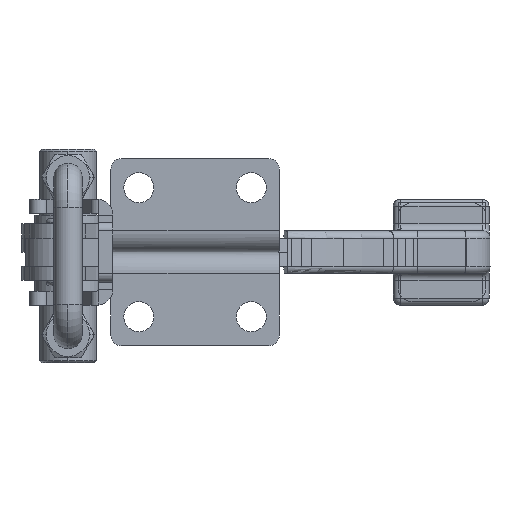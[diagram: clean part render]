
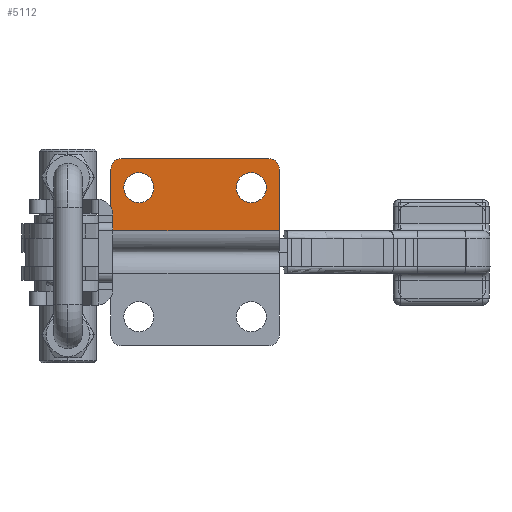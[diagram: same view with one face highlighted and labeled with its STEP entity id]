
A CAD part, front view. The second image highlights one B-rep face of the part: STEP entity #5112.
In plain terms, the highlighted planar face has unit normal (0, -1, 0).
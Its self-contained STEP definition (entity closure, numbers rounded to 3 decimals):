
#1250 = ORIENTED_EDGE ( 'NONE', *, *, #20689, .F. ) ;
#1251 = ORIENTED_EDGE ( 'NONE', *, *, #20361, .F. ) ;
#1252 = ORIENTED_EDGE ( 'NONE', *, *, #20690, .F. ) ;
#1253 = ORIENTED_EDGE ( 'NONE', *, *, #20357, .F. ) ;
#1254 = ORIENTED_EDGE ( 'NONE', *, *, #20691, .T. ) ;
#1255 = ORIENTED_EDGE ( 'NONE', *, *, #20692, .F. ) ;
#1256 = ORIENTED_EDGE ( 'NONE', *, *, #20693, .F. ) ;
#1257 = ORIENTED_EDGE ( 'NONE', *, *, #20694, .T. ) ;
#1258 = ORIENTED_EDGE ( 'NONE', *, *, #20695, .T. ) ;
#1259 = ORIENTED_EDGE ( 'NONE', *, *, #20696, .T. ) ;
#1849 = AXIS2_PLACEMENT_3D ( 'NONE', #20102, #20097, #20106 ) ;
#1926 = AXIS2_PLACEMENT_3D ( 'NONE', #30240, #30244, #30243 ) ;
#1928 = AXIS2_PLACEMENT_3D ( 'NONE', #29987, #30256, #30257 ) ;
#1962 = AXIS2_PLACEMENT_3D ( 'NONE', #18692, #18693, #18694 ) ;
#1963 = AXIS2_PLACEMENT_3D ( 'NONE', #18697, #18698, #18699 ) ;
#1964 = AXIS2_PLACEMENT_3D ( 'NONE', #18706, #18707, #18708 ) ;
#1965 = AXIS2_PLACEMENT_3D ( 'NONE', #18710, #18711, #18712 ) ;
#5112 = ADVANCED_FACE ( 'NONE', ( #24759, #24763, #24760 ), #20104, .F. ) ;
#12544 = VERTEX_POINT ( 'NONE', #13368 ) ;
#12556 = VERTEX_POINT ( 'NONE', #13312 ) ;
#12561 = VERTEX_POINT ( 'NONE', #13309 ) ;
#12580 = VERTEX_POINT ( 'NONE', #13119 ) ;
#12758 = VERTEX_POINT ( 'NONE', #30559 ) ;
#12820 = VERTEX_POINT ( 'NONE', #30387 ) ;
#12856 = VERTEX_POINT ( 'NONE', #30005 ) ;
#12873 = VERTEX_POINT ( 'NONE', #30370 ) ;
#12876 = VERTEX_POINT ( 'NONE', #30011 ) ;
#12877 = VERTEX_POINT ( 'NONE', #30012 ) ;
#13119 = CARTESIAN_POINT ( 'NONE',  ( 12.15, 0., 18.25 ) ) ;
#13309 = CARTESIAN_POINT ( 'NONE',  ( 35.45, 0., 18.25 ) ) ;
#13312 = CARTESIAN_POINT ( 'NONE',  ( 43.95, 0., 18.25 ) ) ;
#13368 = CARTESIAN_POINT ( 'NONE',  ( 3.65, 0., 18.25 ) ) ;
#18690 = CARTESIAN_POINT ( 'NONE',  ( 0., 0., 4. ) ) ;
#18691 = DIRECTION ( 'NONE',  ( 0., 0., -1. ) ) ;
#18692 = CARTESIAN_POINT ( 'NONE',  ( 7.9, 0., 18.25 ) ) ;
#18693 = DIRECTION ( 'NONE',  ( 0., -1., 0. ) ) ;
#18694 = DIRECTION ( 'NONE',  ( 1., 0., 0. ) ) ;
#18695 = CARTESIAN_POINT ( 'NONE',  ( 47.6, 0., 4. ) ) ;
#18696 = CARTESIAN_POINT ( 'NONE',  ( 47.6, 0., 6. ) ) ;
#18697 = CARTESIAN_POINT ( 'NONE',  ( 39.7, 0., 18.25 ) ) ;
#18698 = DIRECTION ( 'NONE',  ( 0., -1., 0. ) ) ;
#18699 = DIRECTION ( 'NONE',  ( 1., 0., 0. ) ) ;
#18700 = DIRECTION ( 'NONE',  ( -1., 0., 0. ) ) ;
#18701 = DIRECTION ( 'NONE',  ( -1., 0., 0. ) ) ;
#18702 = DIRECTION ( 'NONE',  ( 0., 0., -1. ) ) ;
#18703 = CARTESIAN_POINT ( 'NONE',  ( 3., 0., 26.5 ) ) ;
#18706 = CARTESIAN_POINT ( 'NONE',  ( 44.6, 0., 23.5 ) ) ;
#18707 = DIRECTION ( 'NONE',  ( 0., -1., 0. ) ) ;
#18708 = DIRECTION ( 'NONE',  ( -1., 0., 0. ) ) ;
#18710 = CARTESIAN_POINT ( 'NONE',  ( 3., 0., 23.5 ) ) ;
#18711 = DIRECTION ( 'NONE',  ( 0., -1., 0. ) ) ;
#18712 = DIRECTION ( 'NONE',  ( 1., 0., 0. ) ) ;
#20097 = DIRECTION ( 'NONE',  ( 0., 1., 0. ) ) ;
#20102 = CARTESIAN_POINT ( 'NONE',  ( 47.6, 0., 4. ) ) ;
#20104 = PLANE ( 'NONE',  #1849 ) ;
#20106 = DIRECTION ( 'NONE',  ( -1., 0., 0. ) ) ;
#20357 = EDGE_CURVE ( 'NONE', #12561, #12556, #24915, .T. ) ;
#20361 = EDGE_CURVE ( 'NONE', #12544, #12580, #24921, .T. ) ;
#20689 = EDGE_CURVE ( 'NONE', #12580, #12544, #25344, .T. ) ;
#20690 = EDGE_CURVE ( 'NONE', #12556, #12561, #25346, .T. ) ;
#20691 = EDGE_CURVE ( 'NONE', #12820, #12856, #25347, .T. ) ;
#20692 = EDGE_CURVE ( 'NONE', #12758, #12856, #25316, .T. ) ;
#20693 = EDGE_CURVE ( 'NONE', #12873, #12758, #25348, .T. ) ;
#20694 = EDGE_CURVE ( 'NONE', #12873, #12876, #25350, .T. ) ;
#20695 = EDGE_CURVE ( 'NONE', #12876, #12877, #25354, .T. ) ;
#20696 = EDGE_CURVE ( 'NONE', #12877, #12820, #25355, .T. ) ;
#24759 = FACE_BOUND ( 'NONE', #29263, .T. ) ;
#24760 = FACE_OUTER_BOUND ( 'NONE', #29551, .T. ) ;
#24763 = FACE_BOUND ( 'NONE', #29558, .T. ) ;
#24915 = CIRCLE ( 'NONE', #1926, 4.25 ) ;
#24921 = CIRCLE ( 'NONE', #1928, 4.25 ) ;
#25316 = LINE ( 'NONE', #18696, #25351 ) ;
#25344 = CIRCLE ( 'NONE', #1962, 4.25 ) ;
#25346 = CIRCLE ( 'NONE', #1963, 4.25 ) ;
#25347 = LINE ( 'NONE', #18690, #25349 ) ;
#25348 = LINE ( 'NONE', #18695, #25353 ) ;
#25349 = VECTOR ( 'NONE', #18691, 1000. ) ;
#25350 = CIRCLE ( 'NONE', #1964, 3. ) ;
#25351 = VECTOR ( 'NONE', #18700, 1000. ) ;
#25353 = VECTOR ( 'NONE', #18702, 1000. ) ;
#25354 = LINE ( 'NONE', #18703, #25356 ) ;
#25355 = CIRCLE ( 'NONE', #1965, 3. ) ;
#25356 = VECTOR ( 'NONE', #18701, 1000. ) ;
#29263 = EDGE_LOOP ( 'NONE', ( #1250, #1251 ) ) ;
#29551 = EDGE_LOOP ( 'NONE', ( #1254, #1255, #1256, #1257, #1258, #1259 ) ) ;
#29558 = EDGE_LOOP ( 'NONE', ( #1252, #1253 ) ) ;
#29987 = CARTESIAN_POINT ( 'NONE',  ( 7.9, 0., 18.25 ) ) ;
#30005 = CARTESIAN_POINT ( 'NONE',  ( 0., 0., 6. ) ) ;
#30011 = CARTESIAN_POINT ( 'NONE',  ( 44.6, 0., 26.5 ) ) ;
#30012 = CARTESIAN_POINT ( 'NONE',  ( 3., 0., 26.5 ) ) ;
#30240 = CARTESIAN_POINT ( 'NONE',  ( 39.7, 0., 18.25 ) ) ;
#30243 = DIRECTION ( 'NONE',  ( 1., 0., 0. ) ) ;
#30244 = DIRECTION ( 'NONE',  ( 0., -1., 0. ) ) ;
#30256 = DIRECTION ( 'NONE',  ( 0., -1., 0. ) ) ;
#30257 = DIRECTION ( 'NONE',  ( 1., 0., 0. ) ) ;
#30370 = CARTESIAN_POINT ( 'NONE',  ( 47.6, 0., 23.5 ) ) ;
#30387 = CARTESIAN_POINT ( 'NONE',  ( 0., 0., 23.5 ) ) ;
#30559 = CARTESIAN_POINT ( 'NONE',  ( 47.6, 0., 6. ) ) ;
